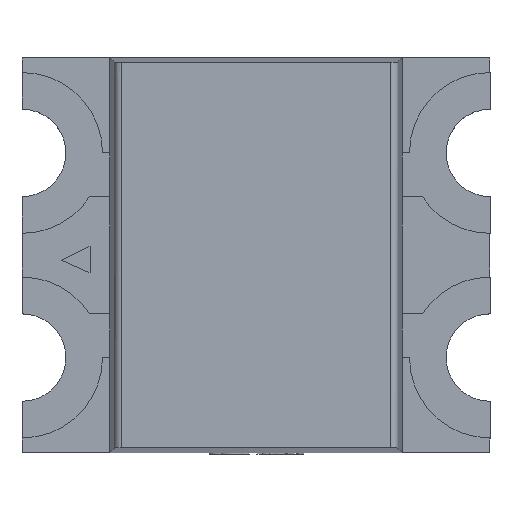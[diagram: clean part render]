
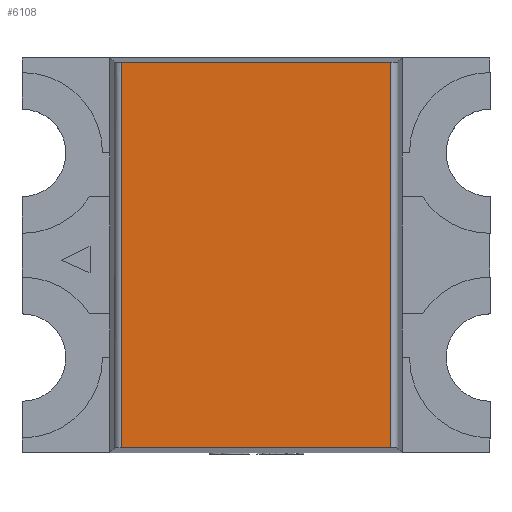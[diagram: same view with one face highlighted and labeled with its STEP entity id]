
A CAD part, top view. The second image highlights one B-rep face of the part: STEP entity #6108.
In plain terms, the highlighted planar face has unit normal (0, 0, 1).
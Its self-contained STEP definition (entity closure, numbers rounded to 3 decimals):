
#416 = CARTESIAN_POINT ( 'NONE',  ( 0.921, -1.319, 0.9 ) ) ;
#572 = CARTESIAN_POINT ( 'NONE',  ( -0.921, 1.319, 0.9 ) ) ;
#1464 = DIRECTION ( 'NONE',  ( 0., -1., 0. ) ) ;
#2145 = PLANE ( 'NONE',  #5934 ) ;
#2327 = DIRECTION ( 'NONE',  ( 0., 0., -1. ) ) ;
#2828 = CARTESIAN_POINT ( 'NONE',  ( 0., 1.319, 0.9 ) ) ;
#3399 = EDGE_CURVE ( 'NONE', #16177, #10559, #12526, .T. ) ;
#3822 = ORIENTED_EDGE ( 'NONE', *, *, #3399, .T. ) ;
#4446 = VECTOR ( 'NONE', #12814, 1000. ) ;
#4484 = ORIENTED_EDGE ( 'NONE', *, *, #13050, .T. ) ;
#4951 = CARTESIAN_POINT ( 'NONE',  ( -0.921, -1.319, 0.9 ) ) ;
#5076 = ORIENTED_EDGE ( 'NONE', *, *, #13862, .T. ) ;
#5379 = CARTESIAN_POINT ( 'NONE',  ( -0.921, 0., 0.9 ) ) ;
#5480 = LINE ( 'NONE', #2828, #15861 ) ;
#5659 = DIRECTION ( 'NONE',  ( -1., 0., 0. ) ) ;
#5838 = CARTESIAN_POINT ( 'NONE',  ( 0., -1.319, 0.9 ) ) ;
#5934 = AXIS2_PLACEMENT_3D ( 'NONE', #13038, #2327, #13220 ) ;
#6108 = ADVANCED_FACE ( 'NONE', ( #14587 ), #2145, .F. ) ;
#6278 = VERTEX_POINT ( 'NONE', #4951 ) ;
#6932 = CARTESIAN_POINT ( 'NONE',  ( 0.921, 1.319, 0.9 ) ) ;
#8330 = LINE ( 'NONE', #5379, #17417 ) ;
#8753 = VECTOR ( 'NONE', #15366, 1000. ) ;
#9438 = VERTEX_POINT ( 'NONE', #572 ) ;
#9845 = CARTESIAN_POINT ( 'NONE',  ( 0.921, 0., 0.9 ) ) ;
#10559 = VERTEX_POINT ( 'NONE', #6932 ) ;
#12526 = LINE ( 'NONE', #9845, #8753 ) ;
#12586 = EDGE_LOOP ( 'NONE', ( #5076, #3822, #4484, #13424 ) ) ;
#12814 = DIRECTION ( 'NONE',  ( 1., 0., 0. ) ) ;
#13038 = CARTESIAN_POINT ( 'NONE',  ( 0., 0., 0.9 ) ) ;
#13050 = EDGE_CURVE ( 'NONE', #10559, #9438, #5480, .T. ) ;
#13220 = DIRECTION ( 'NONE',  ( -1., 0., 0. ) ) ;
#13424 = ORIENTED_EDGE ( 'NONE', *, *, #14807, .T. ) ;
#13862 = EDGE_CURVE ( 'NONE', #6278, #16177, #16740, .T. ) ;
#14587 = FACE_OUTER_BOUND ( 'NONE', #12586, .T. ) ;
#14807 = EDGE_CURVE ( 'NONE', #9438, #6278, #8330, .T. ) ;
#15366 = DIRECTION ( 'NONE',  ( 0., 1., 0. ) ) ;
#15861 = VECTOR ( 'NONE', #5659, 1000. ) ;
#16177 = VERTEX_POINT ( 'NONE', #416 ) ;
#16740 = LINE ( 'NONE', #5838, #4446 ) ;
#17417 = VECTOR ( 'NONE', #1464, 1000. ) ;
